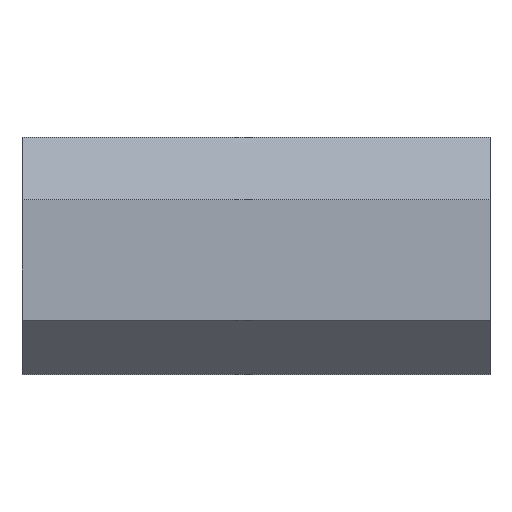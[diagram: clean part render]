
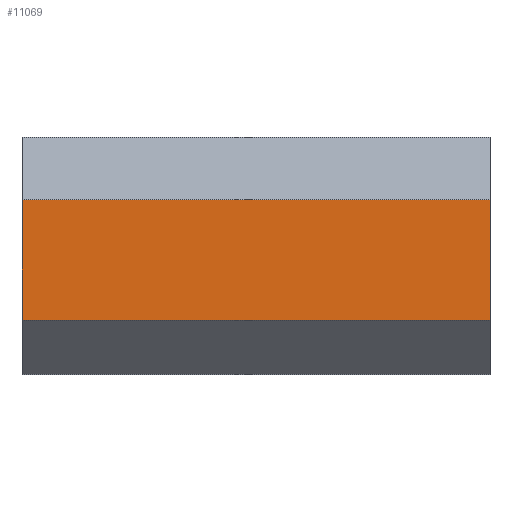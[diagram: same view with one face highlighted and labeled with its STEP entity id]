
A CAD part, top view. The second image highlights one B-rep face of the part: STEP entity #11069.
In plain terms, the highlighted planar face has unit normal (0, 0, 1).
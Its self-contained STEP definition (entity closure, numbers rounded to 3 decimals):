
#9540 = PLANE('',#9541);
#9541 = AXIS2_PLACEMENT_3D('',#9542,#9543,#9544);
#9542 = CARTESIAN_POINT('',(21.25,1.731,5.523));
#9543 = DIRECTION('',(1.,0.,0.));
#9544 = DIRECTION('',(0.,0.,1.));
#9594 = PLANE('',#9595);
#9595 = AXIS2_PLACEMENT_3D('',#9596,#9597,#9598);
#9596 = CARTESIAN_POINT('',(-1.25,1.731,5.523));
#9597 = DIRECTION('',(1.,0.,0.));
#9598 = DIRECTION('',(0.,0.,1.));
#9725 = PLANE('',#9726);
#9726 = AXIS2_PLACEMENT_3D('',#9727,#9728,#9729);
#9727 = CARTESIAN_POINT('',(-1.25,8.4,8.5));
#9728 = DIRECTION('',(0.,-0.447,-0.894));
#9729 = DIRECTION('',(0.,-0.894,0.447));
#9764 = VERTEX_POINT('',#9765);
#9765 = CARTESIAN_POINT('',(-1.25,5.4,10.));
#9786 = EDGE_CURVE('',#9764,#9787,#9789,.T.);
#9787 = VERTEX_POINT('',#9788);
#9788 = CARTESIAN_POINT('',(-1.25,-0.4,10.));
#9789 = SURFACE_CURVE('',#9790,(#9794,#9801),.PCURVE_S1.);
#9790 = LINE('',#9791,#9792);
#9791 = CARTESIAN_POINT('',(-1.25,5.4,10.));
#9792 = VECTOR('',#9793,1.);
#9793 = DIRECTION('',(0.,-1.,0.));
#9794 = PCURVE('',#9594,#9795);
#9795 = DEFINITIONAL_REPRESENTATION('',(#9796),#9800);
#9796 = LINE('',#9797,#9798);
#9797 = CARTESIAN_POINT('',(4.477,-3.669));
#9798 = VECTOR('',#9799,1.);
#9799 = DIRECTION('',(0.,1.));
#9800 = ( GEOMETRIC_REPRESENTATION_CONTEXT(2) 
PARAMETRIC_REPRESENTATION_CONTEXT() REPRESENTATION_CONTEXT('2D SPACE',''
  ) );
#9801 = PCURVE('',#9802,#9807);
#9802 = PLANE('',#9803);
#9803 = AXIS2_PLACEMENT_3D('',#9804,#9805,#9806);
#9804 = CARTESIAN_POINT('',(-1.25,5.4,10.));
#9805 = DIRECTION('',(0.,0.,-1.));
#9806 = DIRECTION('',(0.,-1.,0.));
#9807 = DEFINITIONAL_REPRESENTATION('',(#9808),#9812);
#9808 = LINE('',#9809,#9810);
#9809 = CARTESIAN_POINT('',(0.,-0.));
#9810 = VECTOR('',#9811,1.);
#9811 = DIRECTION('',(1.,0.));
#9812 = ( GEOMETRIC_REPRESENTATION_CONTEXT(2) 
PARAMETRIC_REPRESENTATION_CONTEXT() REPRESENTATION_CONTEXT('2D SPACE',''
  ) );
#9830 = PLANE('',#9831);
#9831 = AXIS2_PLACEMENT_3D('',#9832,#9833,#9834);
#9832 = CARTESIAN_POINT('',(-1.25,-0.4,10.));
#9833 = DIRECTION('',(0.,0.707,-0.707));
#9834 = DIRECTION('',(0.,-0.707,-0.707));
#9926 = VERTEX_POINT('',#9927);
#9927 = CARTESIAN_POINT('',(21.25,5.4,10.));
#9948 = EDGE_CURVE('',#9926,#9949,#9951,.T.);
#9949 = VERTEX_POINT('',#9950);
#9950 = CARTESIAN_POINT('',(21.25,-0.4,10.));
#9951 = SURFACE_CURVE('',#9952,(#9956,#9963),.PCURVE_S1.);
#9952 = LINE('',#9953,#9954);
#9953 = CARTESIAN_POINT('',(21.25,5.4,10.));
#9954 = VECTOR('',#9955,1.);
#9955 = DIRECTION('',(0.,-1.,0.));
#9956 = PCURVE('',#9540,#9957);
#9957 = DEFINITIONAL_REPRESENTATION('',(#9958),#9962);
#9958 = LINE('',#9959,#9960);
#9959 = CARTESIAN_POINT('',(4.477,-3.669));
#9960 = VECTOR('',#9961,1.);
#9961 = DIRECTION('',(0.,1.));
#9962 = ( GEOMETRIC_REPRESENTATION_CONTEXT(2) 
PARAMETRIC_REPRESENTATION_CONTEXT() REPRESENTATION_CONTEXT('2D SPACE',''
  ) );
#9963 = PCURVE('',#9802,#9964);
#9964 = DEFINITIONAL_REPRESENTATION('',(#9965),#9969);
#9965 = LINE('',#9966,#9967);
#9966 = CARTESIAN_POINT('',(0.,-22.5));
#9967 = VECTOR('',#9968,1.);
#9968 = DIRECTION('',(1.,0.));
#9969 = ( GEOMETRIC_REPRESENTATION_CONTEXT(2) 
PARAMETRIC_REPRESENTATION_CONTEXT() REPRESENTATION_CONTEXT('2D SPACE',''
  ) );
#11048 = EDGE_CURVE('',#9764,#9926,#11049,.T.);
#11049 = SURFACE_CURVE('',#11050,(#11054,#11061),.PCURVE_S1.);
#11050 = LINE('',#11051,#11052);
#11051 = CARTESIAN_POINT('',(-1.25,5.4,10.));
#11052 = VECTOR('',#11053,1.);
#11053 = DIRECTION('',(1.,0.,0.));
#11054 = PCURVE('',#9725,#11055);
#11055 = DEFINITIONAL_REPRESENTATION('',(#11056),#11060);
#11056 = LINE('',#11057,#11058);
#11057 = CARTESIAN_POINT('',(3.354,0.));
#11058 = VECTOR('',#11059,1.);
#11059 = DIRECTION('',(0.,-1.));
#11060 = ( GEOMETRIC_REPRESENTATION_CONTEXT(2) 
PARAMETRIC_REPRESENTATION_CONTEXT() REPRESENTATION_CONTEXT('2D SPACE',''
  ) );
#11061 = PCURVE('',#9802,#11062);
#11062 = DEFINITIONAL_REPRESENTATION('',(#11063),#11067);
#11063 = LINE('',#11064,#11065);
#11064 = CARTESIAN_POINT('',(0.,-0.));
#11065 = VECTOR('',#11066,1.);
#11066 = DIRECTION('',(0.,-1.));
#11067 = ( GEOMETRIC_REPRESENTATION_CONTEXT(2) 
PARAMETRIC_REPRESENTATION_CONTEXT() REPRESENTATION_CONTEXT('2D SPACE',''
  ) );
#11069 = ADVANCED_FACE('',(#11070),#9802,.F.);
#11070 = FACE_BOUND('',#11071,.F.);
#11071 = EDGE_LOOP('',(#11072,#11073,#11074,#11095));
#11072 = ORIENTED_EDGE('',*,*,#11048,.T.);
#11073 = ORIENTED_EDGE('',*,*,#9948,.T.);
#11074 = ORIENTED_EDGE('',*,*,#11075,.F.);
#11075 = EDGE_CURVE('',#9787,#9949,#11076,.T.);
#11076 = SURFACE_CURVE('',#11077,(#11081,#11088),.PCURVE_S1.);
#11077 = LINE('',#11078,#11079);
#11078 = CARTESIAN_POINT('',(-1.25,-0.4,10.));
#11079 = VECTOR('',#11080,1.);
#11080 = DIRECTION('',(1.,0.,0.));
#11081 = PCURVE('',#9802,#11082);
#11082 = DEFINITIONAL_REPRESENTATION('',(#11083),#11087);
#11083 = LINE('',#11084,#11085);
#11084 = CARTESIAN_POINT('',(5.8,0.));
#11085 = VECTOR('',#11086,1.);
#11086 = DIRECTION('',(0.,-1.));
#11087 = ( GEOMETRIC_REPRESENTATION_CONTEXT(2) 
PARAMETRIC_REPRESENTATION_CONTEXT() REPRESENTATION_CONTEXT('2D SPACE',''
  ) );
#11088 = PCURVE('',#9830,#11089);
#11089 = DEFINITIONAL_REPRESENTATION('',(#11090),#11094);
#11090 = LINE('',#11091,#11092);
#11091 = CARTESIAN_POINT('',(0.,0.));
#11092 = VECTOR('',#11093,1.);
#11093 = DIRECTION('',(0.,-1.));
#11094 = ( GEOMETRIC_REPRESENTATION_CONTEXT(2) 
PARAMETRIC_REPRESENTATION_CONTEXT() REPRESENTATION_CONTEXT('2D SPACE',''
  ) );
#11095 = ORIENTED_EDGE('',*,*,#9786,.F.);
